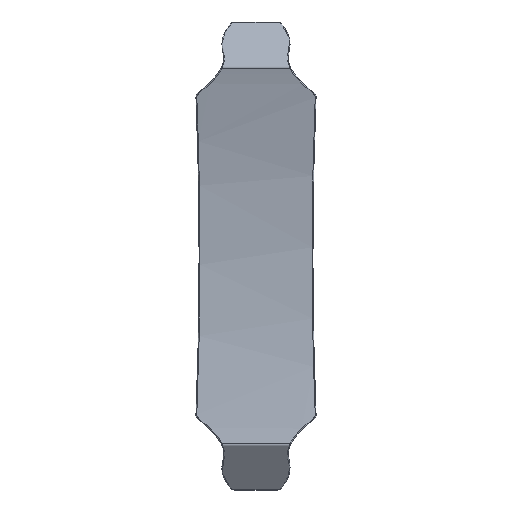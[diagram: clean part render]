
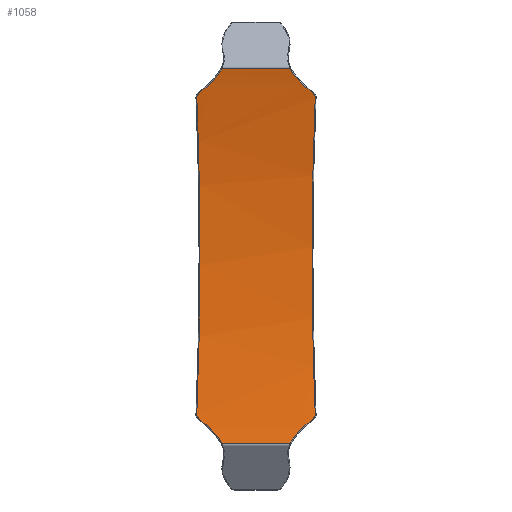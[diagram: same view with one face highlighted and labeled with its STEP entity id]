
A CAD part, front view. The second image highlights one B-rep face of the part: STEP entity #1058.
In plain terms, the highlighted cylindrical face has radius 1499.2 mm (diameter 2998.4 mm), a partial arc.
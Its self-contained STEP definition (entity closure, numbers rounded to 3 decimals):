
#35=LINE('',#2767,#51);
#36=LINE('',#2768,#52);
#51=VECTOR('',#1251,10.);
#52=VECTOR('',#1252,10.);
#64=CYLINDRICAL_SURFACE('',#1143,1499.2);
#106=FACE_OUTER_BOUND('',#180,.T.);
#180=EDGE_LOOP('',(#779,#780,#781,#782,#783,#784,#785,#786,#787,#788,#789,
#790));
#224=B_SPLINE_CURVE_WITH_KNOTS('',3,(#1423,#1424,#1425,#1426,#1427,#1428,
#1429),.UNSPECIFIED.,.F.,.F.,(4,1,1,1,4),(0.,2.761,4.602,
5.523,6.443),.UNSPECIFIED.);
#226=B_SPLINE_CURVE_WITH_KNOTS('',3,(#1468,#1469,#1470,#1471,#1472),
 .UNSPECIFIED.,.F.,.F.,(4,1,4),(0.,0.349,0.814),
 .UNSPECIFIED.);
#228=B_SPLINE_CURVE_WITH_KNOTS('',3,(#1512,#1513,#1514,#1515,#1516,#1517),
 .UNSPECIFIED.,.F.,.F.,(4,1,1,4),(0.,24.927,41.545,
58.163),.UNSPECIFIED.);
#230=B_SPLINE_CURVE_WITH_KNOTS('',3,(#1556,#1557,#1558,#1559,#1560),
 .UNSPECIFIED.,.F.,.F.,(4,1,4),(0.,0.349,0.814),
 .UNSPECIFIED.);
#232=B_SPLINE_CURVE_WITH_KNOTS('',3,(#1613,#1614,#1615,#1616,#1617,#1618,
#1619),.UNSPECIFIED.,.F.,.F.,(4,1,1,1,4),(0.,0.92,1.84,
3.68,6.44),.UNSPECIFIED.);
#246=B_SPLINE_CURVE_WITH_KNOTS('',3,(#1990,#1991,#1992,#1993,#1994,#1995,
#1996),.UNSPECIFIED.,.F.,.F.,(4,1,1,1,4),(0.,2.76,4.6,
5.52,6.44),.UNSPECIFIED.);
#248=B_SPLINE_CURVE_WITH_KNOTS('',3,(#2035,#2036,#2037,#2038,#2039),
 .UNSPECIFIED.,.F.,.F.,(4,1,4),(0.,0.349,0.814),
 .UNSPECIFIED.);
#250=B_SPLINE_CURVE_WITH_KNOTS('',3,(#2079,#2080,#2081,#2082,#2083,#2084),
 .UNSPECIFIED.,.F.,.F.,(4,1,1,4),(0.,16.618,33.236,
58.163),.UNSPECIFIED.);
#252=B_SPLINE_CURVE_WITH_KNOTS('',3,(#2123,#2124,#2125,#2126,#2127),
 .UNSPECIFIED.,.F.,.F.,(4,1,4),(0.,0.465,0.814),
 .UNSPECIFIED.);
#254=B_SPLINE_CURVE_WITH_KNOTS('',3,(#2187,#2188,#2189,#2190,#2191,#2192,
#2193,#2194),.UNSPECIFIED.,.F.,.F.,(4,1,1,1,1,4),(0.,0.92,
1.841,2.761,4.602,6.443),
 .UNSPECIFIED.);
#374=VERTEX_POINT('',#1358);
#378=VERTEX_POINT('',#1421);
#380=VERTEX_POINT('',#1466);
#382=VERTEX_POINT('',#1510);
#384=VERTEX_POINT('',#1554);
#386=VERTEX_POINT('',#1611);
#400=VERTEX_POINT('',#1928);
#402=VERTEX_POINT('',#1988);
#404=VERTEX_POINT('',#2033);
#406=VERTEX_POINT('',#2077);
#408=VERTEX_POINT('',#2121);
#410=VERTEX_POINT('',#2185);
#475=EDGE_CURVE('',#378,#374,#224,.T.);
#478=EDGE_CURVE('',#380,#378,#226,.T.);
#481=EDGE_CURVE('',#382,#380,#228,.T.);
#484=EDGE_CURVE('',#384,#382,#230,.T.);
#487=EDGE_CURVE('',#386,#384,#232,.T.);
#511=EDGE_CURVE('',#402,#400,#246,.T.);
#514=EDGE_CURVE('',#404,#402,#248,.T.);
#517=EDGE_CURVE('',#406,#404,#250,.T.);
#520=EDGE_CURVE('',#408,#406,#252,.T.);
#523=EDGE_CURVE('',#410,#408,#254,.T.);
#563=EDGE_CURVE('',#374,#410,#35,.T.);
#564=EDGE_CURVE('',#400,#386,#36,.T.);
#779=ORIENTED_EDGE('',*,*,#511,.F.);
#780=ORIENTED_EDGE('',*,*,#514,.F.);
#781=ORIENTED_EDGE('',*,*,#517,.F.);
#782=ORIENTED_EDGE('',*,*,#520,.F.);
#783=ORIENTED_EDGE('',*,*,#523,.F.);
#784=ORIENTED_EDGE('',*,*,#563,.F.);
#785=ORIENTED_EDGE('',*,*,#475,.F.);
#786=ORIENTED_EDGE('',*,*,#478,.F.);
#787=ORIENTED_EDGE('',*,*,#481,.F.);
#788=ORIENTED_EDGE('',*,*,#484,.F.);
#789=ORIENTED_EDGE('',*,*,#487,.F.);
#790=ORIENTED_EDGE('',*,*,#564,.F.);
#1058=ADVANCED_FACE('',(#106),#64,.F.);
#1143=AXIS2_PLACEMENT_3D('',#2766,#1249,#1250);
#1249=DIRECTION('center_axis',(1.,0.,0.));
#1250=DIRECTION('ref_axis',(0.,0.973,-0.229));
#1251=DIRECTION('',(1.,0.,0.));
#1252=DIRECTION('',(-1.,0.,0.));
#1358=CARTESIAN_POINT('',(-61.594,0.509,341.835));
#1421=CARTESIAN_POINT('',(-104.561,10.56,295.645));
#1423=CARTESIAN_POINT('Ctrl Pts',(-104.561,10.56,295.645));
#1424=CARTESIAN_POINT('Ctrl Pts',(-97.387,9.424,301.292));
#1425=CARTESIAN_POINT('Ctrl Pts',(-85.758,7.397,311.097));
#1426=CARTESIAN_POINT('Ctrl Pts',(-73.169,4.527,324.259));
#1427=CARTESIAN_POINT('Ctrl Pts',(-65.916,2.347,333.918));
#1428=CARTESIAN_POINT('Ctrl Pts',(-62.882,1.143,339.126));
#1429=CARTESIAN_POINT('Ctrl Pts',(-61.594,0.509,341.835));
#1466=CARTESIAN_POINT('',(-107.793,11.953,288.635));
#1468=CARTESIAN_POINT('Ctrl Pts',(-107.793,11.953,288.635));
#1469=CARTESIAN_POINT('Ctrl Pts',(-107.839,11.729,289.774));
#1470=CARTESIAN_POINT('Ctrl Pts',(-107.405,11.2,292.453));
#1471=CARTESIAN_POINT('Ctrl Pts',(-105.77,10.752,294.693));
#1472=CARTESIAN_POINT('Ctrl Pts',(-104.561,10.56,295.645));
#1510=CARTESIAN_POINT('',(-107.793,11.953,-288.635));
#1512=CARTESIAN_POINT('Ctrl Pts',(-107.793,11.953,-288.635));
#1513=CARTESIAN_POINT('Ctrl Pts',(-104.525,27.921,-207.244));
#1514=CARTESIAN_POINT('Ctrl Pts',(-101.315,43.265,-69.29));
#1515=CARTESIAN_POINT('Ctrl Pts',(-102.444,37.886,124.628));
#1516=CARTESIAN_POINT('Ctrl Pts',(-105.614,22.599,234.374));
#1517=CARTESIAN_POINT('Ctrl Pts',(-107.793,11.953,288.635));
#1554=CARTESIAN_POINT('',(-104.561,10.56,-295.645));
#1556=CARTESIAN_POINT('Ctrl Pts',(-104.561,10.56,-295.645));
#1557=CARTESIAN_POINT('Ctrl Pts',(-105.468,10.704,-294.931));
#1558=CARTESIAN_POINT('Ctrl Pts',(-107.23,11.124,-292.837));
#1559=CARTESIAN_POINT('Ctrl Pts',(-107.854,11.655,-290.154));
#1560=CARTESIAN_POINT('Ctrl Pts',(-107.793,11.953,-288.635));
#1611=CARTESIAN_POINT('',(-61.606,0.514,-341.811));
#1613=CARTESIAN_POINT('Ctrl Pts',(-61.606,0.514,-341.811));
#1614=CARTESIAN_POINT('Ctrl Pts',(-62.894,1.148,-339.104));
#1615=CARTESIAN_POINT('Ctrl Pts',(-65.929,2.351,-333.899));
#1616=CARTESIAN_POINT('Ctrl Pts',(-73.18,4.53,-324.246));
#1617=CARTESIAN_POINT('Ctrl Pts',(-85.764,7.398,-311.092));
#1618=CARTESIAN_POINT('Ctrl Pts',(-97.39,9.425,-301.29));
#1619=CARTESIAN_POINT('Ctrl Pts',(-104.561,10.56,-295.645));
#1928=CARTESIAN_POINT('',(61.606,0.514,-341.811));
#1988=CARTESIAN_POINT('',(104.561,10.56,-295.645));
#1990=CARTESIAN_POINT('Ctrl Pts',(104.561,10.56,-295.645));
#1991=CARTESIAN_POINT('Ctrl Pts',(97.39,9.425,-301.29));
#1992=CARTESIAN_POINT('Ctrl Pts',(85.766,7.398,-311.09));
#1993=CARTESIAN_POINT('Ctrl Pts',(73.181,4.53,-324.245));
#1994=CARTESIAN_POINT('Ctrl Pts',(65.929,2.351,-333.899));
#1995=CARTESIAN_POINT('Ctrl Pts',(62.894,1.148,-339.104));
#1996=CARTESIAN_POINT('Ctrl Pts',(61.606,0.514,-341.811));
#2033=CARTESIAN_POINT('',(107.793,11.953,-288.635));
#2035=CARTESIAN_POINT('Ctrl Pts',(107.793,11.953,-288.635));
#2036=CARTESIAN_POINT('Ctrl Pts',(107.839,11.729,-289.774));
#2037=CARTESIAN_POINT('Ctrl Pts',(107.405,11.2,-292.453));
#2038=CARTESIAN_POINT('Ctrl Pts',(105.77,10.752,-294.693));
#2039=CARTESIAN_POINT('Ctrl Pts',(104.561,10.56,-295.645));
#2077=CARTESIAN_POINT('',(107.793,11.953,288.635));
#2079=CARTESIAN_POINT('Ctrl Pts',(107.793,11.953,288.635));
#2080=CARTESIAN_POINT('Ctrl Pts',(105.614,22.599,234.374));
#2081=CARTESIAN_POINT('Ctrl Pts',(102.444,37.886,124.627));
#2082=CARTESIAN_POINT('Ctrl Pts',(101.315,43.265,-69.29));
#2083=CARTESIAN_POINT('Ctrl Pts',(104.525,27.921,-207.244));
#2084=CARTESIAN_POINT('Ctrl Pts',(107.793,11.953,-288.635));
#2121=CARTESIAN_POINT('',(104.561,10.56,295.645));
#2123=CARTESIAN_POINT('Ctrl Pts',(104.561,10.56,295.645));
#2124=CARTESIAN_POINT('Ctrl Pts',(105.77,10.752,294.693));
#2125=CARTESIAN_POINT('Ctrl Pts',(107.405,11.2,292.454));
#2126=CARTESIAN_POINT('Ctrl Pts',(107.839,11.729,289.774));
#2127=CARTESIAN_POINT('Ctrl Pts',(107.793,11.953,288.635));
#2185=CARTESIAN_POINT('',(61.594,0.509,341.835));
#2187=CARTESIAN_POINT('Ctrl Pts',(61.594,0.509,341.835));
#2188=CARTESIAN_POINT('Ctrl Pts',(62.882,1.143,339.126));
#2189=CARTESIAN_POINT('Ctrl Pts',(65.919,2.347,333.918));
#2190=CARTESIAN_POINT('Ctrl Pts',(71.352,3.982,326.673));
#2191=CARTESIAN_POINT('Ctrl Pts',(79.379,5.983,317.609));
#2192=CARTESIAN_POINT('Ctrl Pts',(90.4,8.215,307.156));
#2193=CARTESIAN_POINT('Ctrl Pts',(99.778,9.803,299.41));
#2194=CARTESIAN_POINT('Ctrl Pts',(104.561,10.56,295.645));
#2766=CARTESIAN_POINT('Origin',(0.,-1459.2,0.));
#2767=CARTESIAN_POINT('',(0.,0.509,341.835));
#2768=CARTESIAN_POINT('',(0.,0.514,-341.811));
